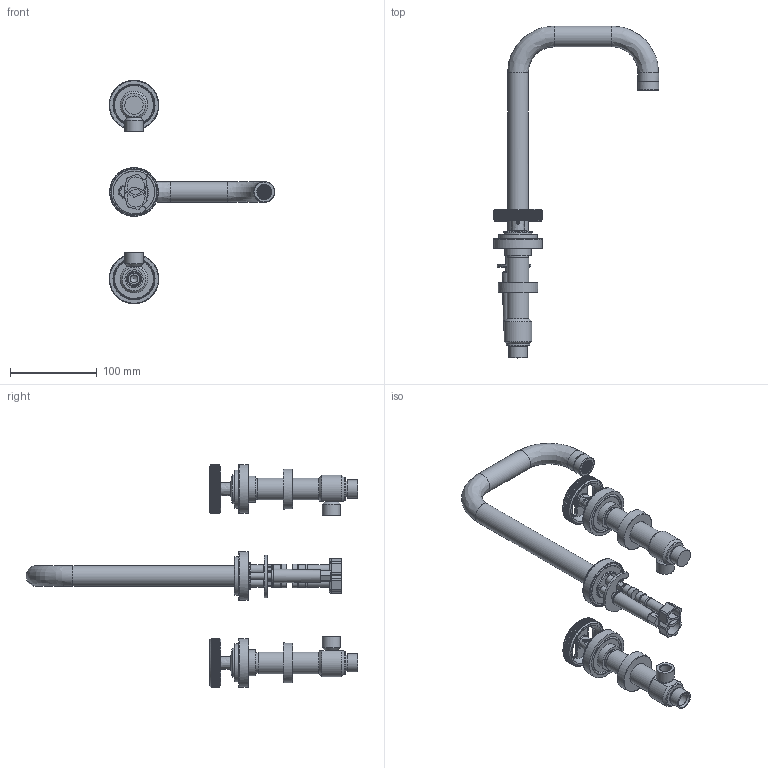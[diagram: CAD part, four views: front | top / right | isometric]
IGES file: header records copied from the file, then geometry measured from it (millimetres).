
Global section: file name: LANDMARK THINNER SPOUTS EXPORTV7K16SLW; native system: Autodesk Inventor 2020; preprocessor: unknown; author: aduggalther; date: 20221126.084729; units: millimetre
Bounding box: 190.5 x 381.89 x 257 mm (x, y, z)
Volume: 405171.9 mm3; surface area: 203712.2 mm2
Topology: 41 solids, 42 shells, 3843 faces, 10850 edges, 7252 vertices
Faces by surface type: bspline 3843
